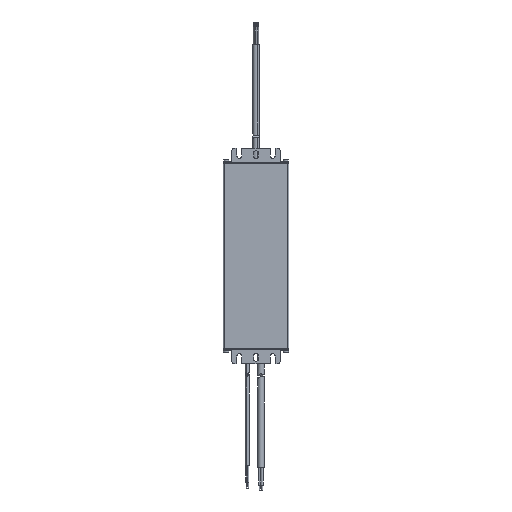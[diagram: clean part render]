
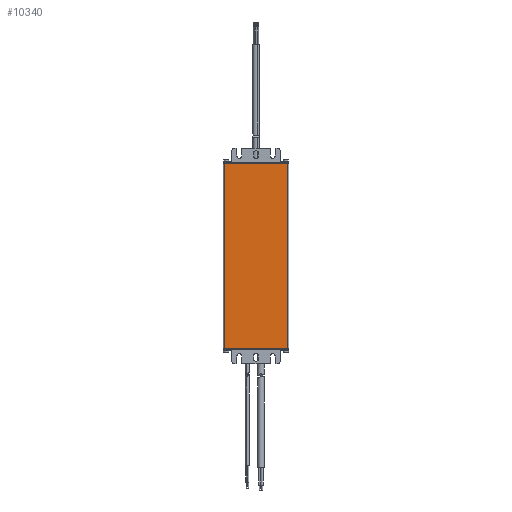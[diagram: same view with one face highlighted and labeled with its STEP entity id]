
A CAD part, front view. The second image highlights one B-rep face of the part: STEP entity #10340.
In plain terms, the highlighted planar face has unit normal (0, -1, 0).
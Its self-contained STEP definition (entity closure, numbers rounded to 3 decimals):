
#4190 = FACE_OUTER_BOUND ( 'NONE', #6424, .T. ) ;
#4221 = AXIS2_PLACEMENT_3D ( 'NONE', #19493, #19494, #19495 ) ;
#5874 = ORIENTED_EDGE ( 'NONE', *, *, #11289, .F. ) ;
#5875 = ORIENTED_EDGE ( 'NONE', *, *, #11292, .T. ) ;
#5876 = ORIENTED_EDGE ( 'NONE', *, *, #11286, .T. ) ;
#5877 = ORIENTED_EDGE ( 'NONE', *, *, #11295, .T. ) ;
#6424 = EDGE_LOOP ( 'NONE', ( #5874, #5876, #5875, #5877 ) ) ;
#6758 = VERTEX_POINT ( 'NONE', #17023 ) ;
#6759 = VERTEX_POINT ( 'NONE', #17024 ) ;
#6760 = VERTEX_POINT ( 'NONE', #17026 ) ;
#6761 = VERTEX_POINT ( 'NONE', #17028 ) ;
#10340 = ADVANCED_FACE ( 'NONE', ( #4190 ), #19492, .F. ) ;
#11286 = EDGE_CURVE ( 'NONE', #6758, #6760, #21443, .T. ) ;
#11289 = EDGE_CURVE ( 'NONE', #6758, #6759, #21446, .T. ) ;
#11292 = EDGE_CURVE ( 'NONE', #6760, #6761, #21442, .T. ) ;
#11295 = EDGE_CURVE ( 'NONE', #6761, #6759, #21452, .T. ) ;
#17023 = CARTESIAN_POINT ( 'NONE',  ( -32.75, 0., 190. ) ) ;
#17024 = CARTESIAN_POINT ( 'NONE',  ( 32.75, 0., 190. ) ) ;
#17026 = CARTESIAN_POINT ( 'NONE',  ( -32.75, 0., 0. ) ) ;
#17028 = CARTESIAN_POINT ( 'NONE',  ( 32.75, 0., 0. ) ) ;
#19492 = PLANE ( 'NONE',  #4221 ) ;
#19493 = CARTESIAN_POINT ( 'NONE',  ( -33.75, 0., 190. ) ) ;
#19494 = DIRECTION ( 'NONE',  ( 0., 1., 0. ) ) ;
#19495 = DIRECTION ( 'NONE',  ( 0., 0., 1. ) ) ;
#20503 = VECTOR ( 'NONE', #21445, 1000. ) ;
#20504 = VECTOR ( 'NONE', #21448, 1000. ) ;
#20505 = VECTOR ( 'NONE', #21450, 1000. ) ;
#20506 = VECTOR ( 'NONE', #21454, 1000. ) ;
#21442 = LINE ( 'NONE', #21449, #20505 ) ;
#21443 = LINE ( 'NONE', #21444, #20503 ) ;
#21444 = CARTESIAN_POINT ( 'NONE',  ( -32.75, 0., 190. ) ) ;
#21445 = DIRECTION ( 'NONE',  ( 0., 0., -1. ) ) ;
#21446 = LINE ( 'NONE', #21447, #20504 ) ;
#21447 = CARTESIAN_POINT ( 'NONE',  ( -33.75, 0., 190. ) ) ;
#21448 = DIRECTION ( 'NONE',  ( 1., 0., 0. ) ) ;
#21449 = CARTESIAN_POINT ( 'NONE',  ( -33.75, 0., 0. ) ) ;
#21450 = DIRECTION ( 'NONE',  ( 1., 0., 0. ) ) ;
#21452 = LINE ( 'NONE', #21453, #20506 ) ;
#21453 = CARTESIAN_POINT ( 'NONE',  ( 32.75, 0., 190. ) ) ;
#21454 = DIRECTION ( 'NONE',  ( 0., 0., 1. ) ) ;
